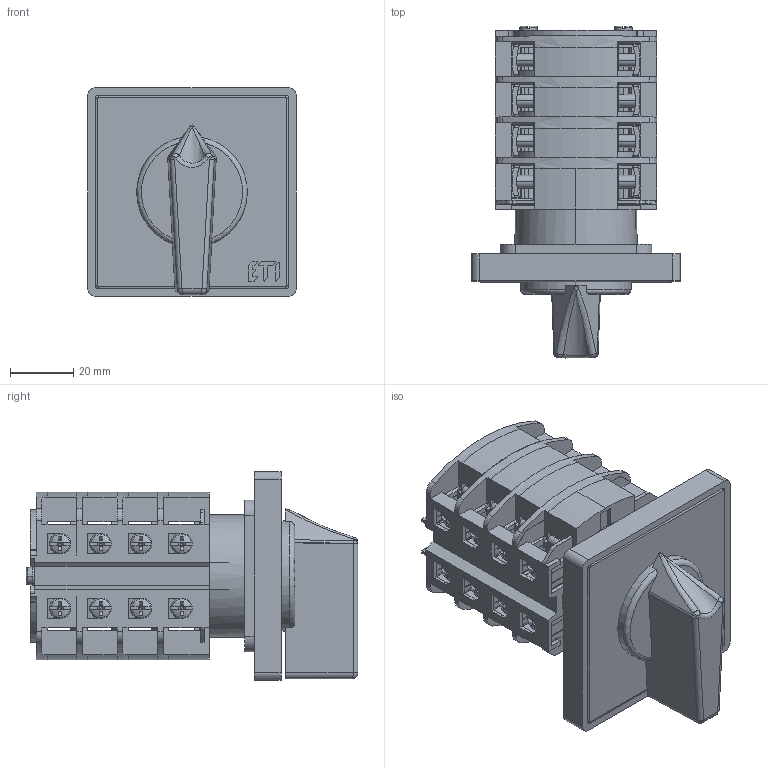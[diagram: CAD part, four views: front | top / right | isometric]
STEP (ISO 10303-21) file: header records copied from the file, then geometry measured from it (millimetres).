
FILE_DESCRIPTION((''),'2;1');
FILE_NAME('004773027_CS_32_4P_ASM','2021-10-01T',('marketing.praksa'),('Audax d.o.o.'),'CREO PARAMETRIC BY PTC INC, 2017480','CREO PARAMETRIC BY PTC INC, 2017480','');
FILE_SCHEMA(('AUTOMOTIVE_DESIGN { 1 0 10303 214 1 1 1 1 }'));
Products named in the file (69): COPPER-TOP_1_1_2_3_4; ASM1747_ASM_1_1_2_3_4_ASM; PRT9566_1_1_2_3_4_5_6_7_8_9_1; PRT9566_1_1_2_3_4_5_6_7_8_9_2; PRT9566_1_1_2_3_4_5_6_7_8_9_ASM; PRT9567_1_1_2_3_4_5_6_7_1; PRT9567_1_1_2_3_4_5_6_7_2; PRT9567_1_1_2_3_4_5_6_7_ASM; ASM0106_ASM_1_1_2_3_4_ASM; COPPER-BOTTOM_1_1_2_3_4_5_1; COPPER-BOTTOM_1_1_2_3_4_5_2; COPPER-BOTTOM_1_1_2_3_4_5_ASM; ASM0109_ASM_1_1_2_3_4_ASM; COPPER-TOP_1_1_1_2_3; ASM1747_ASM_1_ASM_1_1_2_ASM; PRT9566_1_1_1_1_2; PRT9566_1_2_1_1_2; PRT9566_1_ASM_1_1_2_ASM; PRT9567_1_1_1_1_2; PRT9567_1_2_1_1_2; PRT9567_1_ASM_1_1_2_ASM; ASM0106_ASM_1_ASM_1_1_2_ASM; COPPER-BOTTOM_1_1_1_1_2; COPPER-BOTTOM_1_2_1_1_2; COPPER-BOTTOM_1_ASM_1_1_2_ASM; ASM0109_ASM_1_ASM_1_1_2_ASM; COPPER-TOP_1_1_1_1_1; ASM1747_ASM_1_ASM_1_ASM_1_1_ASM; PRT9566_1_1_1_1_1_2; PRT9566_1_2_1_1_1_2; PRT9566_1_ASM_1_ASM_1_1_ASM; PRT9567_1_1_1_1_1_2; PRT9567_1_2_1_1_1_2; PRT9567_1_ASM_1_ASM_1_1_ASM; ASM0106_ASM_1_ASM_1_ASM_1_1_ASM; COPPER-BOTTOM_1_1_1_1_1_2; COPPER-BOTTOM_1_2_1_1_1_2; COPPER-BOTTOM_1_ASM_1_ASM_1_1_ASM; ASM0109_ASM_1_ASM_1_ASM_1_1_ASM; ALLUMINUM-BOTTOM-2-SCREWS_1_1_6 ...
Assembly tree (84 placements, depth 5):
  004773027_CS_32_4P_ASM
    BOTTOM_ASM_1_1_2_ASM
      ASM1747_ASM_1_1_2_3_4_ASM
        COPPER-TOP_1_1_2_3_4  x4
      ASM0106_ASM_1_1_2_3_4_ASM
        PRT9566_1_1_2_3_4_5_6_7_8_9_ASM
          PRT9566_1_1_2_3_4_5_6_7_8_9_1
          PRT9566_1_1_2_3_4_5_6_7_8_9_2
        PRT9567_1_1_2_3_4_5_6_7_ASM
          PRT9567_1_1_2_3_4_5_6_7_1
          PRT9567_1_1_2_3_4_5_6_7_2
      ASM0109_ASM_1_1_2_3_4_ASM
        COPPER-BOTTOM_1_1_2_3_4_5_ASM  x2
          COPPER-BOTTOM_1_1_2_3_4_5_1
          COPPER-BOTTOM_1_1_2_3_4_5_2
      ASM1747_ASM_1_ASM_1_1_2_ASM
        COPPER-TOP_1_1_1_2_3  x4
      ASM0106_ASM_1_ASM_1_1_2_ASM
        PRT9566_1_ASM_1_1_2_ASM
          PRT9566_1_1_1_1_2
          PRT9566_1_2_1_1_2
        PRT9567_1_ASM_1_1_2_ASM
          PRT9567_1_1_1_1_2
          PRT9567_1_2_1_1_2
      ASM0109_ASM_1_ASM_1_1_2_ASM
        COPPER-BOTTOM_1_ASM_1_1_2_ASM  x2
          COPPER-BOTTOM_1_1_1_1_2
          COPPER-BOTTOM_1_2_1_1_2
      ASM1747_ASM_1_ASM_1_ASM_1_1_ASM
        COPPER-TOP_1_1_1_1_1  x4
      ASM0106_ASM_1_ASM_1_ASM_1_1_ASM
        PRT9566_1_ASM_1_ASM_1_1_ASM
          PRT9566_1_1_1_1_1_2
          PRT9566_1_2_1_1_1_2
        PRT9567_1_ASM_1_ASM_1_1_ASM
          PRT9567_1_1_1_1_1_2
          PRT9567_1_2_1_1_1_2
      ASM0109_ASM_1_ASM_1_ASM_1_1_ASM
        COPPER-BOTTOM_1_ASM_1_ASM_1_1_ASM  x2
          COPPER-BOTTOM_1_1_1_1_1_2
          COPPER-BOTTOM_1_2_1_1_1_2
      ALLUMINUM-BOTTOM-2-SCREWS_1_A_2_ASM
        ALLUMINUM-BOTTOM-2-SCREWS_1_1_6
        ALLUMINUM-BOTTOM-2-SCREWS_1_2_3
      ASM1747_ASM_1_ASM_1_1_ASM_1_ASM
        COPPER-TOP_1_1_1_2_1  x4
      ASM0106_ASM_1_ASM_1_1_ASM_1_ASM
        PRT9566_1_ASM_1_1_ASM_1_ASM
          PRT9566_1_1_1_1_1_1
          PRT9566_1_2_1_1_1_1
        PRT9567_1_ASM_1_1_ASM_1_ASM
          PRT9567_1_1_1_1_1_1
          PRT9567_1_2_1_1_1_1
      ASM0109_ASM_1_ASM_1_1_ASM_1_ASM
        COPPER-BOTTOM_1_ASM_1_1_ASM_1_ASM  x2
          COPPER-BOTTOM_1_1_1_1_1_1
          COPPER-BOTTOM_1_2_1_1_1_1
      PS_32_ONE_BLOCK_1_1_2_3_4_5_6_6
    BLACK-SWITCH_1_1_2_3_4
    BLACK-FRAME_1_1_2_3_4
Bounding box: 66 x 104.9 x 66 mm (x, y, z)
Volume: 135554.6 mm3; surface area: 95577.8 mm2
Topology: 58 solids, 58 shells, 3522 faces, 10191 edges, 6690 vertices
Faces by surface type: plane 2653, cylinder 783, torus 38, sphere 36, bspline 12
Entity records: 157151 total; most frequent: CARTESIAN_POINT 21759, ORIENTED_EDGE 18784, DIRECTION 17971, PRESENTATION_STYLE_ASSIGNMENT 11609, STYLED_ITEM 11609, CURVE_STYLE 9392, EDGE_CURVE 9392, VECTOR 7177
